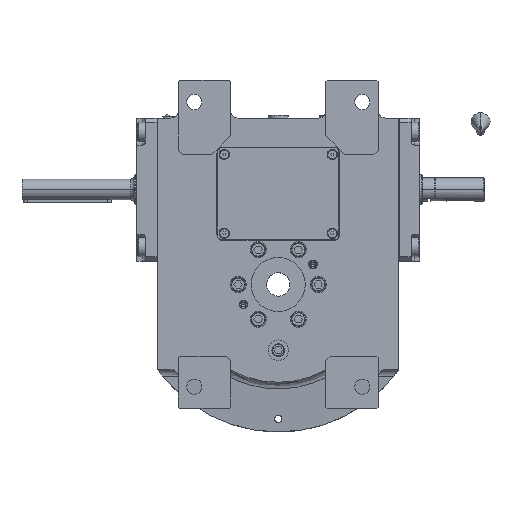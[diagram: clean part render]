
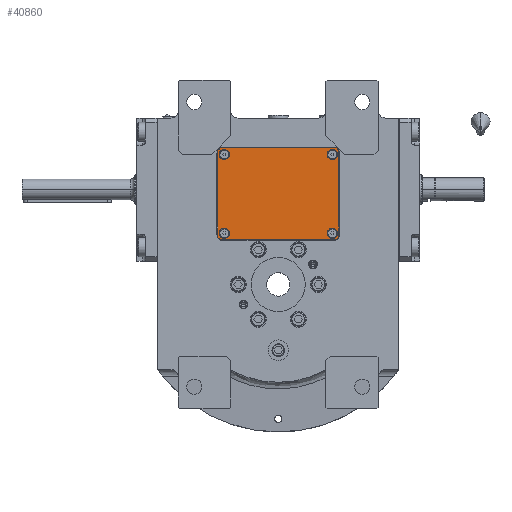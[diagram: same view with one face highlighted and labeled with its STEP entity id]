
A CAD part, front view. The second image highlights one B-rep face of the part: STEP entity #40860.
In plain terms, the highlighted face is planar.
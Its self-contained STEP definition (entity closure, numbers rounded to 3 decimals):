
#198 = DIRECTION ( 'NONE',  ( -1., 0., 0. ) ) ;
#234 = DIRECTION ( 'NONE',  ( 1., 0., 0. ) ) ;
#367 = EDGE_CURVE ( 'NONE', #32052, #6546, #27270, .T. ) ;
#503 = FACE_BOUND ( 'NONE', #34523, .T. ) ;
#1075 = CARTESIAN_POINT ( 'NONE',  ( -39.5, -31.5, 3. ) ) ;
#4871 = PLANE ( 'NONE',  #41448 ) ;
#5495 = DIRECTION ( 'NONE',  ( -0.707, 0.707, 0. ) ) ;
#5520 = DIRECTION ( 'NONE',  ( 0.707, 0.707, 0. ) ) ;
#5545 = DIRECTION ( 'NONE',  ( 0., 0., 1. ) ) ;
#5893 = CARTESIAN_POINT ( 'NONE',  ( 39.5, 31.5, 3. ) ) ;
#5910 = VECTOR ( 'NONE', #10269, 1000. ) ;
#6119 = DIRECTION ( 'NONE',  ( 1., 0., 0. ) ) ;
#6169 = LINE ( 'NONE', #57230, #65238 ) ;
#6345 = CARTESIAN_POINT ( 'NONE',  ( -39.5, -31.5, 3. ) ) ;
#6521 = ORIENTED_EDGE ( 'NONE', *, *, #20659, .F. ) ;
#6546 = VERTEX_POINT ( 'NONE', #59987 ) ;
#7194 = CARTESIAN_POINT ( 'NONE',  ( -37., -27., 3. ) ) ;
#7801 = VERTEX_POINT ( 'NONE', #6345 ) ;
#8328 = VECTOR ( 'NONE', #198, 1000. ) ;
#8555 = ORIENTED_EDGE ( 'NONE', *, *, #8650, .T. ) ;
#8624 = EDGE_CURVE ( 'NONE', #63138, #19842, #49674, .T. ) ;
#8650 = EDGE_CURVE ( 'NONE', #7801, #17230, #16190, .T. ) ;
#8976 = VERTEX_POINT ( 'NONE', #11392 ) ;
#10269 = DIRECTION ( 'NONE',  ( 0.707, -0.707, 0. ) ) ;
#10324 = CARTESIAN_POINT ( 'NONE',  ( -41.5, 29.5, 3. ) ) ;
#10539 = CARTESIAN_POINT ( 'NONE',  ( -33.5, 27., 3. ) ) ;
#10596 = DIRECTION ( 'NONE',  ( -1., 0., 0. ) ) ;
#10623 = AXIS2_PLACEMENT_3D ( 'NONE', #45546, #5545, #10596 ) ;
#10646 = CARTESIAN_POINT ( 'NONE',  ( 37., -27., 3. ) ) ;
#11068 = EDGE_LOOP ( 'NONE', ( #23215, #65981 ) ) ;
#11078 = ORIENTED_EDGE ( 'NONE', *, *, #32255, .F. ) ;
#11168 = EDGE_CURVE ( 'NONE', #17230, #34154, #51573, .T. ) ;
#11392 = CARTESIAN_POINT ( 'NONE',  ( -40.5, 27., 3. ) ) ;
#11553 = CARTESIAN_POINT ( 'NONE',  ( 37., 27., 3. ) ) ;
#11794 = DIRECTION ( 'NONE',  ( -1., 0., 0. ) ) ;
#13018 = ORIENTED_EDGE ( 'NONE', *, *, #367, .F. ) ;
#13122 = EDGE_CURVE ( 'NONE', #59017, #32187, #28941, .T. ) ;
#14925 = CIRCLE ( 'NONE', #54655, 3.5 ) ;
#14993 = VERTEX_POINT ( 'NONE', #33410 ) ;
#15036 = ORIENTED_EDGE ( 'NONE', *, *, #11168, .T. ) ;
#15282 = CARTESIAN_POINT ( 'NONE',  ( -41.5, 29.5, 3. ) ) ;
#16190 = LINE ( 'NONE', #1075, #42150 ) ;
#16590 = EDGE_CURVE ( 'NONE', #46238, #7801, #45900, .T. ) ;
#16850 = CARTESIAN_POINT ( 'NONE',  ( 37., -27., 3. ) ) ;
#17230 = VERTEX_POINT ( 'NONE', #37642 ) ;
#17491 = VECTOR ( 'NONE', #49448, 1000. ) ;
#17541 = EDGE_CURVE ( 'NONE', #66406, #51132, #17817, .T. ) ;
#17817 = CIRCLE ( 'NONE', #66120, 3.5 ) ;
#19035 = CARTESIAN_POINT ( 'NONE',  ( -39.5, 31.5, 3. ) ) ;
#19842 = VERTEX_POINT ( 'NONE', #21309 ) ;
#20331 = DIRECTION ( 'NONE',  ( 0., 0., 1. ) ) ;
#20659 = EDGE_CURVE ( 'NONE', #25811, #8976, #54091, .T. ) ;
#21309 = CARTESIAN_POINT ( 'NONE',  ( 40.5, -27., 3. ) ) ;
#21837 = ORIENTED_EDGE ( 'NONE', *, *, #16590, .T. ) ;
#22222 = DIRECTION ( 'NONE',  ( 0., 0., 1. ) ) ;
#22764 = ORIENTED_EDGE ( 'NONE', *, *, #25655, .T. ) ;
#23215 = ORIENTED_EDGE ( 'NONE', *, *, #17541, .F. ) ;
#23671 = LINE ( 'NONE', #44173, #66282 ) ;
#23930 = VERTEX_POINT ( 'NONE', #60704 ) ;
#24044 = EDGE_CURVE ( 'NONE', #23930, #59017, #31425, .T. ) ;
#25088 = DIRECTION ( 'NONE',  ( 0., -1., 0. ) ) ;
#25199 = AXIS2_PLACEMENT_3D ( 'NONE', #11553, #52233, #58253 ) ;
#25631 = CIRCLE ( 'NONE', #10623, 3.5 ) ;
#25655 = EDGE_CURVE ( 'NONE', #34154, #14993, #23671, .T. ) ;
#25794 = EDGE_CURVE ( 'NONE', #14993, #23930, #6169, .T. ) ;
#25811 = VERTEX_POINT ( 'NONE', #10539 ) ;
#26472 = ORIENTED_EDGE ( 'NONE', *, *, #8624, .F. ) ;
#27270 = CIRCLE ( 'NONE', #57334, 3.5 ) ;
#28109 = CARTESIAN_POINT ( 'NONE',  ( 33.5, 27., 3. ) ) ;
#28428 = CIRCLE ( 'NONE', #25199, 3.5 ) ;
#28941 = LINE ( 'NONE', #39697, #17491 ) ;
#29081 = ORIENTED_EDGE ( 'NONE', *, *, #24044, .T. ) ;
#29809 = DIRECTION ( 'NONE',  ( 0., 0., 1. ) ) ;
#30863 = VECTOR ( 'NONE', #5520, 1000. ) ;
#31249 = ORIENTED_EDGE ( 'NONE', *, *, #13122, .T. ) ;
#31425 = LINE ( 'NONE', #5893, #8328 ) ;
#31592 = AXIS2_PLACEMENT_3D ( 'NONE', #33972, #34603, #54785 ) ;
#32052 = VERTEX_POINT ( 'NONE', #28109 ) ;
#32187 = VERTEX_POINT ( 'NONE', #15282 ) ;
#32255 = EDGE_CURVE ( 'NONE', #8976, #25811, #25631, .T. ) ;
#33410 = CARTESIAN_POINT ( 'NONE',  ( 41.5, 29.5, 3. ) ) ;
#33972 = CARTESIAN_POINT ( 'NONE',  ( -37., 27., 3. ) ) ;
#34154 = VERTEX_POINT ( 'NONE', #45817 ) ;
#34523 = EDGE_LOOP ( 'NONE', ( #39069, #13018 ) ) ;
#34603 = DIRECTION ( 'NONE',  ( 0., 0., 1. ) ) ;
#36427 = ORIENTED_EDGE ( 'NONE', *, *, #25794, .T. ) ;
#36460 = FACE_BOUND ( 'NONE', #45479, .T. ) ;
#36737 = ORIENTED_EDGE ( 'NONE', *, *, #45826, .F. ) ;
#36763 = AXIS2_PLACEMENT_3D ( 'NONE', #16850, #22222, #11794 ) ;
#37642 = CARTESIAN_POINT ( 'NONE',  ( 39.5, -31.5, 3. ) ) ;
#38580 = DIRECTION ( 'NONE',  ( -1., 0., 0. ) ) ;
#38966 = EDGE_LOOP ( 'NONE', ( #36737, #26472 ) ) ;
#39069 = ORIENTED_EDGE ( 'NONE', *, *, #39647, .F. ) ;
#39153 = DIRECTION ( 'NONE',  ( 0., 1., 0. ) ) ;
#39603 = FACE_BOUND ( 'NONE', #38966, .T. ) ;
#39624 = EDGE_CURVE ( 'NONE', #51132, #66406, #52028, .T. ) ;
#39647 = EDGE_CURVE ( 'NONE', #6546, #32052, #28428, .T. ) ;
#39697 = CARTESIAN_POINT ( 'NONE',  ( -39.5, 31.5, 3. ) ) ;
#40624 = DIRECTION ( 'NONE',  ( 1., 0., 0. ) ) ;
#40860 = ADVANCED_FACE ( 'NONE', ( #66376, #503, #36460, #39603, #50907 ), #4871, .T. ) ;
#41448 = AXIS2_PLACEMENT_3D ( 'NONE', #61332, #20331, #56946 ) ;
#42150 = VECTOR ( 'NONE', #6119, 1000. ) ;
#43471 = DIRECTION ( 'NONE',  ( -1., 0., 0. ) ) ;
#44173 = CARTESIAN_POINT ( 'NONE',  ( 41.5, -29.5, 3. ) ) ;
#44261 = CARTESIAN_POINT ( 'NONE',  ( 37., 27., 3. ) ) ;
#45479 = EDGE_LOOP ( 'NONE', ( #6521, #11078 ) ) ;
#45546 = CARTESIAN_POINT ( 'NONE',  ( -37., 27., 3. ) ) ;
#45817 = CARTESIAN_POINT ( 'NONE',  ( 41.5, -29.5, 3. ) ) ;
#45826 = EDGE_CURVE ( 'NONE', #19842, #63138, #14925, .T. ) ;
#45900 = LINE ( 'NONE', #56298, #5910 ) ;
#46190 = CARTESIAN_POINT ( 'NONE',  ( -41.5, -29.5, 3. ) ) ;
#46238 = VERTEX_POINT ( 'NONE', #46190 ) ;
#48467 = CARTESIAN_POINT ( 'NONE',  ( -40.5, -27., 3. ) ) ;
#49448 = DIRECTION ( 'NONE',  ( -0.707, -0.707, 0. ) ) ;
#49674 = CIRCLE ( 'NONE', #36763, 3.5 ) ;
#50907 = FACE_BOUND ( 'NONE', #11068, .T. ) ;
#50986 = LINE ( 'NONE', #10324, #62042 ) ;
#51028 = DIRECTION ( 'NONE',  ( 0., 0., 1. ) ) ;
#51132 = VERTEX_POINT ( 'NONE', #48467 ) ;
#51573 = LINE ( 'NONE', #66362, #30863 ) ;
#52028 = CIRCLE ( 'NONE', #54188, 3.5 ) ;
#52233 = DIRECTION ( 'NONE',  ( 0., 0., 1. ) ) ;
#52556 = DIRECTION ( 'NONE',  ( 0., 0., 1. ) ) ;
#54091 = CIRCLE ( 'NONE', #31592, 3.5 ) ;
#54188 = AXIS2_PLACEMENT_3D ( 'NONE', #7194, #52556, #43471 ) ;
#54655 = AXIS2_PLACEMENT_3D ( 'NONE', #10646, #29809, #234 ) ;
#54779 = EDGE_CURVE ( 'NONE', #32187, #46238, #50986, .T. ) ;
#54785 = DIRECTION ( 'NONE',  ( 1., 0., 0. ) ) ;
#54994 = DIRECTION ( 'NONE',  ( 0., 0., 1. ) ) ;
#56116 = EDGE_LOOP ( 'NONE', ( #22764, #36427, #29081, #31249, #57809, #21837, #8555, #15036 ) ) ;
#56298 = CARTESIAN_POINT ( 'NONE',  ( -41.5, -29.5, 3. ) ) ;
#56946 = DIRECTION ( 'NONE',  ( 1., 0., 0. ) ) ;
#57051 = CARTESIAN_POINT ( 'NONE',  ( -37., -27., 3. ) ) ;
#57230 = CARTESIAN_POINT ( 'NONE',  ( 41.5, 29.5, 3. ) ) ;
#57334 = AXIS2_PLACEMENT_3D ( 'NONE', #44261, #54994, #38580 ) ;
#57433 = CARTESIAN_POINT ( 'NONE',  ( 33.5, -27., 3. ) ) ;
#57809 = ORIENTED_EDGE ( 'NONE', *, *, #54779, .T. ) ;
#58253 = DIRECTION ( 'NONE',  ( 1., 0., 0. ) ) ;
#59017 = VERTEX_POINT ( 'NONE', #19035 ) ;
#59987 = CARTESIAN_POINT ( 'NONE',  ( 40.5, 27., 3. ) ) ;
#60704 = CARTESIAN_POINT ( 'NONE',  ( 39.5, 31.5, 3. ) ) ;
#61332 = CARTESIAN_POINT ( 'NONE',  ( 0., 0., 3. ) ) ;
#62042 = VECTOR ( 'NONE', #25088, 1000. ) ;
#63138 = VERTEX_POINT ( 'NONE', #57433 ) ;
#63373 = CARTESIAN_POINT ( 'NONE',  ( -33.5, -27., 3. ) ) ;
#65238 = VECTOR ( 'NONE', #5495, 1000. ) ;
#65981 = ORIENTED_EDGE ( 'NONE', *, *, #39624, .F. ) ;
#66120 = AXIS2_PLACEMENT_3D ( 'NONE', #57051, #51028, #40624 ) ;
#66282 = VECTOR ( 'NONE', #39153, 1000. ) ;
#66362 = CARTESIAN_POINT ( 'NONE',  ( 39.5, -31.5, 3. ) ) ;
#66376 = FACE_OUTER_BOUND ( 'NONE', #56116, .T. ) ;
#66406 = VERTEX_POINT ( 'NONE', #63373 ) ;
